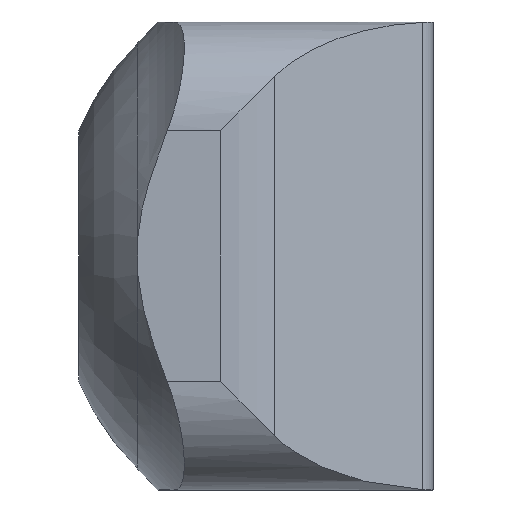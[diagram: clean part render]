
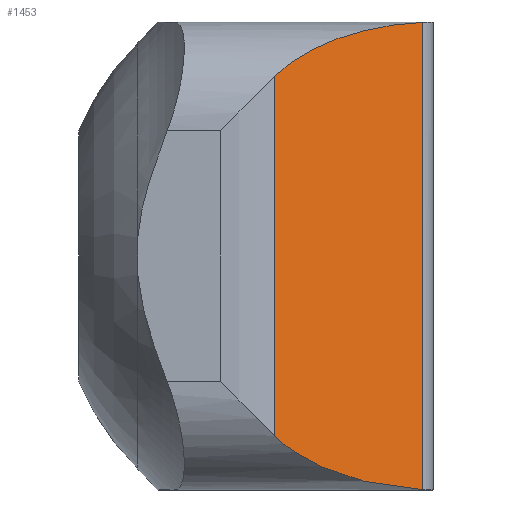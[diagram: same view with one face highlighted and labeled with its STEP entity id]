
A CAD part, left-side view. The second image highlights one B-rep face of the part: STEP entity #1453.
In plain terms, the highlighted planar face has unit normal (-0.866, -0.5, 0).
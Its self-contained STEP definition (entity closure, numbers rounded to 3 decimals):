
#33 = CARTESIAN_POINT ( 'NONE',  ( -10.311, -31.596, -30. ) ) ;
#127 = VERTEX_POINT ( 'NONE', #1112 ) ;
#153 = CARTESIAN_POINT ( 'NONE',  ( -10.311, -31.596, 21.467 ) ) ;
#199 = VERTEX_POINT ( 'NONE', #1725 ) ;
#320 = CARTESIAN_POINT ( 'NONE',  ( -16.484, -20.903, -19.403 ) ) ;
#425 = AXIS2_PLACEMENT_3D ( 'NONE', #33, #462, #477 ) ;
#436 = LINE ( 'NONE', #1025, #1475 ) ;
#444 = EDGE_LOOP ( 'NONE', ( #589, #726, #586, #1144 ) ) ;
#446 = EDGE_CURVE ( 'NONE', #460, #1614, #436, .T. ) ;
#460 = VERTEX_POINT ( 'NONE', #535 ) ;
#462 = DIRECTION ( 'NONE',  ( -0.866, -0.5, 0. ) ) ;
#477 = DIRECTION ( 'NONE',  ( 0.5, -0.866, 0. ) ) ;
#535 = CARTESIAN_POINT ( 'NONE',  ( -10.311, -31.596, -21.467 ) ) ;
#539 = DIRECTION ( 'NONE',  ( 0., 0., 1. ) ) ;
#586 = ORIENTED_EDGE ( 'NONE', *, *, #446, .T. ) ;
#589 = ORIENTED_EDGE ( 'NONE', *, *, #964, .F. ) ;
#632 = PLANE ( 'NONE',  #425 ) ;
#643 = FACE_OUTER_BOUND ( 'NONE', #444, .T. ) ;
#663 = CARTESIAN_POINT ( 'NONE',  ( -18.16, -18., 16.5 ) ) ;
#677 = CARTESIAN_POINT ( 'NONE',  ( -16.484, -20.903, 19.403 ) ) ;
#689 = LINE ( 'NONE', #1869, #1538 ) ;
#726 = ORIENTED_EDGE ( 'NONE', *, *, #1478, .F. ) ;
#848 = CARTESIAN_POINT ( 'NONE',  ( -10.311, -31.596, 21.467 ) ) ;
#964 = EDGE_CURVE ( 'NONE', #199, #127, #689, .T. ) ;
#1025 = CARTESIAN_POINT ( 'NONE',  ( -10.311, -31.596, -30. ) ) ;
#1050 = CARTESIAN_POINT ( 'NONE',  ( -10.311, -31.596, -21.467 ) ) ;
#1094 =( BOUNDED_CURVE ( )  B_SPLINE_CURVE ( 3, ( #663, #677, #1139, #848 ),
 .UNSPECIFIED., .F., .F. ) 
 B_SPLINE_CURVE_WITH_KNOTS ( ( 4, 4 ),
 ( 0.524, 1.49 ),
 .UNSPECIFIED. ) 
 CURVE ( )  GEOMETRIC_REPRESENTATION_ITEM ( )  RATIONAL_B_SPLINE_CURVE ( ( 1., 0.924, 0.924, 1. ) ) 
 REPRESENTATION_ITEM ( '' )  );
#1112 = CARTESIAN_POINT ( 'NONE',  ( -18.16, -18., 16.5 ) ) ;
#1139 = CARTESIAN_POINT ( 'NONE',  ( -13.652, -25.809, 21.195 ) ) ;
#1144 = ORIENTED_EDGE ( 'NONE', *, *, #1541, .F. ) ;
#1453 = ADVANCED_FACE ( 'NONE', ( #643 ), #632, .T. ) ;
#1475 = VECTOR ( 'NONE', #1623, 1000. ) ;
#1478 = EDGE_CURVE ( 'NONE', #460, #199, #1705, .T. ) ;
#1538 = VECTOR ( 'NONE', #539, 1000. ) ;
#1541 = EDGE_CURVE ( 'NONE', #127, #1614, #1094, .T. ) ;
#1549 = CARTESIAN_POINT ( 'NONE',  ( -18.16, -18., -16.5 ) ) ;
#1614 = VERTEX_POINT ( 'NONE', #153 ) ;
#1623 = DIRECTION ( 'NONE',  ( 0., 0., 1. ) ) ;
#1649 = CARTESIAN_POINT ( 'NONE',  ( -13.652, -25.809, -21.195 ) ) ;
#1705 =( BOUNDED_CURVE ( )  B_SPLINE_CURVE ( 3, ( #1050, #1649, #320, #1549 ),
 .UNSPECIFIED., .F., .F. ) 
 B_SPLINE_CURVE_WITH_KNOTS ( ( 4, 4 ),
 ( 4.794, 5.76 ),
 .UNSPECIFIED. ) 
 CURVE ( )  GEOMETRIC_REPRESENTATION_ITEM ( )  RATIONAL_B_SPLINE_CURVE ( ( 1., 0.924, 0.924, 1. ) ) 
 REPRESENTATION_ITEM ( '' )  );
#1725 = CARTESIAN_POINT ( 'NONE',  ( -18.16, -18., -16.5 ) ) ;
#1869 = CARTESIAN_POINT ( 'NONE',  ( -18.16, -18., -30. ) ) ;
